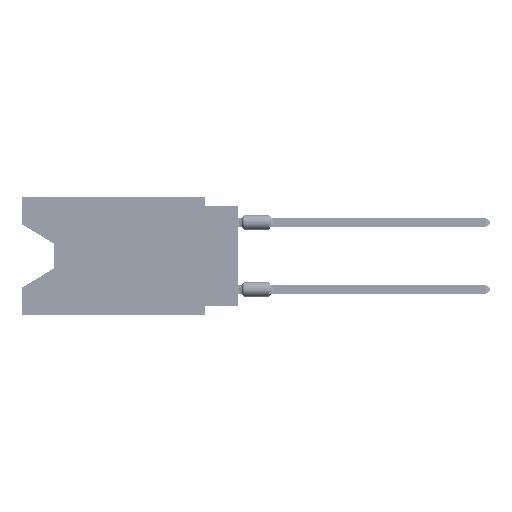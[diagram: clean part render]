
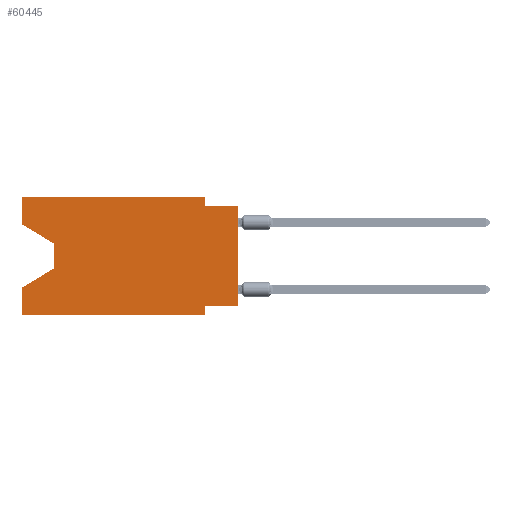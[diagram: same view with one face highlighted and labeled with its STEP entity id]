
A CAD part, left-side view. The second image highlights one B-rep face of the part: STEP entity #60445.
In plain terms, the highlighted planar face has unit normal (-1, 0, 0).
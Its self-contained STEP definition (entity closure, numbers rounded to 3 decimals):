
#115 = LINE ( 'NONE', #101386, #98260 ) ;
#2900 = ORIENTED_EDGE ( 'NONE', *, *, #58108, .T. ) ;
#5443 = EDGE_CURVE ( 'NONE', #17377, #42576, #43106, .T. ) ;
#7099 = FACE_OUTER_BOUND ( 'NONE', #31531, .T. ) ;
#8666 = EDGE_CURVE ( 'NONE', #17377, #92278, #40396, .T. ) ;
#9817 = LINE ( 'NONE', #61834, #83330 ) ;
#10917 = DIRECTION ( 'NONE',  ( 0., 0., -1. ) ) ;
#11522 = VECTOR ( 'NONE', #48835, 1000. ) ;
#13454 = CARTESIAN_POINT ( 'NONE',  ( 0., 13.97, -5.385 ) ) ;
#13462 = LINE ( 'NONE', #98116, #11522 ) ;
#13482 = VERTEX_POINT ( 'NONE', #58333 ) ;
#13549 = EDGE_CURVE ( 'NONE', #61790, #104647, #43913, .T. ) ;
#14496 = CARTESIAN_POINT ( 'NONE',  ( 0., 16.383, 0. ) ) ;
#15722 = ORIENTED_EDGE ( 'NONE', *, *, #5443, .T. ) ;
#16738 = DIRECTION ( 'NONE',  ( 0., -0.855, -0.519 ) ) ;
#17377 = VERTEX_POINT ( 'NONE', #58951 ) ;
#21844 = CARTESIAN_POINT ( 'NONE',  ( 0., 2.54, 0. ) ) ;
#24045 = VERTEX_POINT ( 'NONE', #21844 ) ;
#27246 = DIRECTION ( 'NONE',  ( 0., 0., 1. ) ) ;
#27681 = CARTESIAN_POINT ( 'NONE',  ( 0., 0., -0.635 ) ) ;
#30733 = VECTOR ( 'NONE', #106906, 1000. ) ;
#31531 = EDGE_LOOP ( 'NONE', ( #68447, #68947, #57098, #108479, #2900, #72804, #65659, #15722, #93184, #87707, #33867, #42211 ) ) ;
#32561 = DIRECTION ( 'NONE',  ( 1., 0., 0. ) ) ;
#32932 = VECTOR ( 'NONE', #42337, 1000. ) ;
#33714 = VECTOR ( 'NONE', #57669, 1000. ) ;
#33867 = ORIENTED_EDGE ( 'NONE', *, *, #76823, .F. ) ;
#39852 = DIRECTION ( 'NONE',  ( 0., 1., 0. ) ) ;
#40396 = LINE ( 'NONE', #64236, #42843 ) ;
#42211 = ORIENTED_EDGE ( 'NONE', *, *, #106577, .F. ) ;
#42337 = DIRECTION ( 'NONE',  ( 0., 0., 1. ) ) ;
#42576 = VERTEX_POINT ( 'NONE', #60011 ) ;
#42843 = VECTOR ( 'NONE', #39852, 1000. ) ;
#43087 = EDGE_CURVE ( 'NONE', #75655, #61790, #115, .T. ) ;
#43106 = LINE ( 'NONE', #69663, #49655 ) ;
#43913 = LINE ( 'NONE', #69362, #84281 ) ;
#43991 = CARTESIAN_POINT ( 'NONE',  ( 0., 16.383, -8.89 ) ) ;
#48835 = DIRECTION ( 'NONE',  ( 0., 0., -1. ) ) ;
#49655 = VECTOR ( 'NONE', #103394, 1000. ) ;
#50482 = CARTESIAN_POINT ( 'NONE',  ( 0., 2.54, -8.89 ) ) ;
#51037 = LINE ( 'NONE', #84819, #94160 ) ;
#51197 = CARTESIAN_POINT ( 'NONE',  ( 0., 16.383, -6.852 ) ) ;
#51297 = CARTESIAN_POINT ( 'NONE',  ( 0., 16.383, -2.038 ) ) ;
#51315 = CARTESIAN_POINT ( 'NONE',  ( 0., 13.97, -3.505 ) ) ;
#51709 = VECTOR ( 'NONE', #93547, 1000. ) ;
#53137 = EDGE_CURVE ( 'NONE', #87222, #107401, #85485, .T. ) ;
#57098 = ORIENTED_EDGE ( 'NONE', *, *, #90810, .T. ) ;
#57669 = DIRECTION ( 'NONE',  ( 0., 0.855, -0.519 ) ) ;
#58108 = EDGE_CURVE ( 'NONE', #87222, #85804, #86585, .T. ) ;
#58218 = VECTOR ( 'NONE', #78846, 1000. ) ;
#58333 = CARTESIAN_POINT ( 'NONE',  ( 0., 2.54, -0.635 ) ) ;
#58951 = CARTESIAN_POINT ( 'NONE',  ( 0., 0., -8.255 ) ) ;
#60011 = CARTESIAN_POINT ( 'NONE',  ( 0., 0., -0.635 ) ) ;
#60445 = ADVANCED_FACE ( 'NONE', ( #7099 ), #75715, .F. ) ;
#60507 = EDGE_CURVE ( 'NONE', #92278, #85804, #9817, .T. ) ;
#61790 = VERTEX_POINT ( 'NONE', #51315 ) ;
#61834 = CARTESIAN_POINT ( 'NONE',  ( 0., 2.54, -8.89 ) ) ;
#64236 = CARTESIAN_POINT ( 'NONE',  ( 0., 0., -8.255 ) ) ;
#65659 = ORIENTED_EDGE ( 'NONE', *, *, #8666, .F. ) ;
#68447 = ORIENTED_EDGE ( 'NONE', *, *, #43087, .T. ) ;
#68947 = ORIENTED_EDGE ( 'NONE', *, *, #13549, .T. ) ;
#69362 = CARTESIAN_POINT ( 'NONE',  ( 0., 13.97, -3.505 ) ) ;
#69611 = CARTESIAN_POINT ( 'NONE',  ( 0., 2.54, -8.255 ) ) ;
#69663 = CARTESIAN_POINT ( 'NONE',  ( 0., 0., 0. ) ) ;
#72804 = ORIENTED_EDGE ( 'NONE', *, *, #60507, .F. ) ;
#73719 = LINE ( 'NONE', #14496, #30733 ) ;
#75655 = VERTEX_POINT ( 'NONE', #51297 ) ;
#75715 = PLANE ( 'NONE',  #78043 ) ;
#76823 = EDGE_CURVE ( 'NONE', #107900, #24045, #73719, .T. ) ;
#77672 = DIRECTION ( 'NONE',  ( 0., 0., -1. ) ) ;
#78043 = AXIS2_PLACEMENT_3D ( 'NONE', #92852, #32561, #85099 ) ;
#78054 = LINE ( 'NONE', #27681, #51709 ) ;
#78846 = DIRECTION ( 'NONE',  ( 0., -1., 0. ) ) ;
#83330 = VECTOR ( 'NONE', #10917, 1000. ) ;
#84281 = VECTOR ( 'NONE', #77672, 1000. ) ;
#84819 = CARTESIAN_POINT ( 'NONE',  ( 0., 16.383, 0. ) ) ;
#85099 = DIRECTION ( 'NONE',  ( 0., 0., -1. ) ) ;
#85485 = LINE ( 'NONE', #102621, #32932 ) ;
#85804 = VERTEX_POINT ( 'NONE', #50482 ) ;
#86585 = LINE ( 'NONE', #43991, #58218 ) ;
#87222 = VERTEX_POINT ( 'NONE', #98035 ) ;
#87707 = ORIENTED_EDGE ( 'NONE', *, *, #101810, .F. ) ;
#88060 = EDGE_CURVE ( 'NONE', #13482, #42576, #78054, .T. ) ;
#89441 = CARTESIAN_POINT ( 'NONE',  ( 0., 13.97, -5.385 ) ) ;
#90810 = EDGE_CURVE ( 'NONE', #104647, #107401, #106940, .T. ) ;
#92278 = VERTEX_POINT ( 'NONE', #69611 ) ;
#92852 = CARTESIAN_POINT ( 'NONE',  ( 0., 16.383, 0. ) ) ;
#93184 = ORIENTED_EDGE ( 'NONE', *, *, #88060, .F. ) ;
#93547 = DIRECTION ( 'NONE',  ( 0., -1., 0. ) ) ;
#94160 = VECTOR ( 'NONE', #27246, 1000. ) ;
#98035 = CARTESIAN_POINT ( 'NONE',  ( 0., 16.383, -8.89 ) ) ;
#98116 = CARTESIAN_POINT ( 'NONE',  ( 0., 2.54, 0. ) ) ;
#98260 = VECTOR ( 'NONE', #16738, 1000. ) ;
#101386 = CARTESIAN_POINT ( 'NONE',  ( 0., 16.383, -2.038 ) ) ;
#101810 = EDGE_CURVE ( 'NONE', #24045, #13482, #13462, .T. ) ;
#102621 = CARTESIAN_POINT ( 'NONE',  ( 0., 16.383, 0. ) ) ;
#103394 = DIRECTION ( 'NONE',  ( 0., 0., 1. ) ) ;
#104647 = VERTEX_POINT ( 'NONE', #89441 ) ;
#105274 = CARTESIAN_POINT ( 'NONE',  ( 0., 16.383, 0. ) ) ;
#106577 = EDGE_CURVE ( 'NONE', #75655, #107900, #51037, .T. ) ;
#106906 = DIRECTION ( 'NONE',  ( 0., -1., 0. ) ) ;
#106940 = LINE ( 'NONE', #13454, #33714 ) ;
#107401 = VERTEX_POINT ( 'NONE', #51197 ) ;
#107900 = VERTEX_POINT ( 'NONE', #105274 ) ;
#108479 = ORIENTED_EDGE ( 'NONE', *, *, #53137, .F. ) ;
